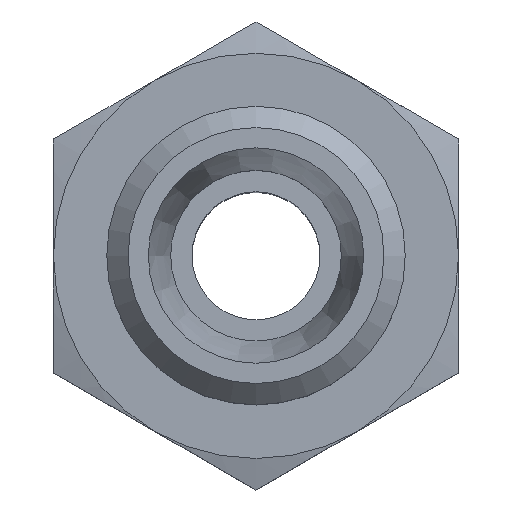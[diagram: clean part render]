
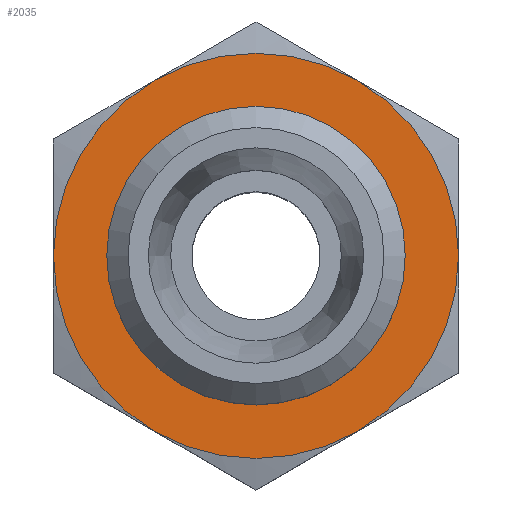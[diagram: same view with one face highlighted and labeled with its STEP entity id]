
A CAD part, top view. The second image highlights one B-rep face of the part: STEP entity #2035.
In plain terms, the highlighted planar face has unit normal (0, 0, 1).
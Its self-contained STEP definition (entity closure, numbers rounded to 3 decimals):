
#1461=CARTESIAN_POINT('',(-4.75,8.227,17.0));
#1462=VERTEX_POINT('',#1461);
#1515=CARTESIAN_POINT('',(-9.5,0.,17.0));
#1516=VERTEX_POINT('',#1515);
#1581=CARTESIAN_POINT('',(-4.75,-8.227,17.0));
#1582=VERTEX_POINT('',#1581);
#1635=CARTESIAN_POINT('',(4.75,8.227,17.0));
#1636=VERTEX_POINT('',#1635);
#1652=CARTESIAN_POINT('',(9.5,0.,17.0));
#1653=VERTEX_POINT('',#1652);
#1654=CARTESIAN_POINT('',(0.,0.,17.0));
#1655=DIRECTION('',(0.0,0.0,1.0));
#1656=DIRECTION('',(-1.0,0.0,0.0));
#1657=AXIS2_PLACEMENT_3D('',#1654,#1655,#1656);
#1658=CIRCLE('',#1657,9.5);
#1659=EDGE_CURVE('',#1653,#1636,#1658,.T.);
#1684=CARTESIAN_POINT('',(4.75,-8.227,17.0));
#1685=VERTEX_POINT('',#1684);
#1712=CARTESIAN_POINT('',(0.,0.,17.0));
#1713=DIRECTION('',(0.0,0.0,1.0));
#1714=DIRECTION('',(-1.0,0.0,0.0));
#1715=AXIS2_PLACEMENT_3D('',#1712,#1713,#1714);
#1716=CIRCLE('',#1715,9.5);
#1717=EDGE_CURVE('',#1685,#1653,#1716,.T.);
#1728=CARTESIAN_POINT('',(0.,0.,17.0));
#1729=DIRECTION('',(0.0,0.0,1.0));
#1730=DIRECTION('',(-1.0,0.0,0.0));
#1731=AXIS2_PLACEMENT_3D('',#1728,#1729,#1730);
#1732=CIRCLE('',#1731,9.5);
#1733=EDGE_CURVE('',#1636,#1462,#1732,.T.);
#1770=CARTESIAN_POINT('',(0.,0.,17.0));
#1771=DIRECTION('',(0.0,0.0,1.0));
#1772=DIRECTION('',(-1.0,0.0,0.0));
#1773=AXIS2_PLACEMENT_3D('',#1770,#1771,#1772);
#1774=CIRCLE('',#1773,9.5);
#1775=EDGE_CURVE('',#1582,#1685,#1774,.T.);
#1786=CARTESIAN_POINT('',(0.,0.,17.0));
#1787=DIRECTION('',(0.0,0.0,1.0));
#1788=DIRECTION('',(-1.0,0.0,0.0));
#1789=AXIS2_PLACEMENT_3D('',#1786,#1787,#1788);
#1790=CIRCLE('',#1789,9.5);
#1791=EDGE_CURVE('',#1462,#1516,#1790,.T.);
#1804=CARTESIAN_POINT('',(0.,0.,17.0));
#1805=DIRECTION('',(0.0,0.0,1.0));
#1806=DIRECTION('',(-1.0,0.0,0.0));
#1807=AXIS2_PLACEMENT_3D('',#1804,#1805,#1806);
#1808=CIRCLE('',#1807,9.5);
#1809=EDGE_CURVE('',#1516,#1582,#1808,.T.);
#2004=CARTESIAN_POINT('',(6.85,0.,17.0));
#2005=VERTEX_POINT('',#2004);
#2006=CARTESIAN_POINT('',(0.,0.,17.0));
#2007=DIRECTION('',(0.0,0.0,1.0));
#2008=DIRECTION('',(-1.0,0.0,0.0));
#2009=AXIS2_PLACEMENT_3D('',#2006,#2007,#2008);
#2010=CIRCLE('',#2009,6.85);
#2011=EDGE_CURVE('',#2005,#2005,#2010,.T.);
#2019=CARTESIAN_POINT('',(0.,0.,17.0));
#2020=DIRECTION('',(0.0,0.0,1.0));
#2021=DIRECTION('',(1.0,0.0,0.0));
#2022=AXIS2_PLACEMENT_3D('',#2019,#2020,#2021);
#2023=PLANE('',#2022);
#2024=ORIENTED_EDGE('',*,*,#1659,.T.);
#2025=ORIENTED_EDGE('',*,*,#1733,.T.);
#2026=ORIENTED_EDGE('',*,*,#1791,.T.);
#2027=ORIENTED_EDGE('',*,*,#1809,.T.);
#2028=ORIENTED_EDGE('',*,*,#1775,.T.);
#2029=ORIENTED_EDGE('',*,*,#1717,.T.);
#2030=EDGE_LOOP('',(#2024,#2025,#2026,#2027,#2028,#2029));
#2031=FACE_OUTER_BOUND('',#2030,.T.);
#2032=ORIENTED_EDGE('',*,*,#2011,.F.);
#2033=EDGE_LOOP('',(#2032));
#2034=FACE_BOUND('',#2033,.T.);
#2035=ADVANCED_FACE('',(#2031,#2034),#2023,.T.);
